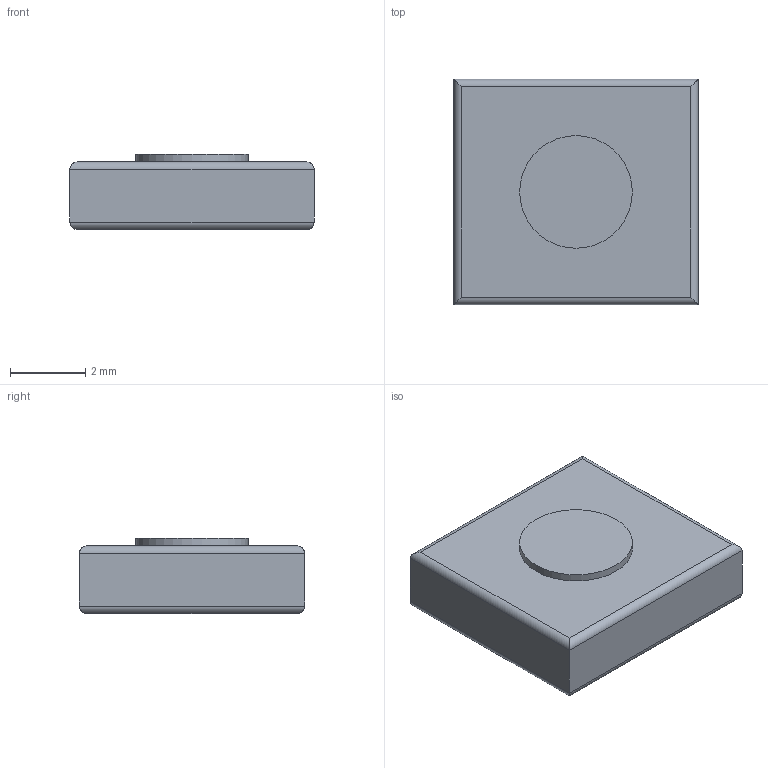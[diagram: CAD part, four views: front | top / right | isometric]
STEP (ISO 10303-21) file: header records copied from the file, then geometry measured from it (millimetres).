
FILE_DESCRIPTION(('FreeCAD Model'),'2;1');
FILE_NAME('Panasonic_EVQQ2.step','2019-10-20T14:41:03',('kicad StepUp'),('ksu MCAD' ),'Open CASCADE STEP processor 7.3','FreeCAD','Unknown');
FILE_SCHEMA(('AUTOMOTIVE_DESIGN { 1 0 10303 214 1 1 1 1 }'));
Length unit declared in the file: millimetre
Products named in the file (1): Panasonic_EVQQ2
Bounding box: 6.5 x 6 x 2 mm (x, y, z)
Volume: 71.2 mm3; surface area: 134.7 mm2
Topology: 2 solids, 2 shells, 17 faces, 31 edges, 18 vertices
Faces by surface type: cylinder 9, plane 8
Full cylindrical faces by diameter (mm): 3 x1
Entity records: 541 total; most frequent: DIRECTION 77, CARTESIAN_POINT 67, ORIENTED_EDGE 62, EDGE_CURVE 31, AXIS2_PLACEMENT_3D 28, LINE 21, VECTOR 21, VERTEX_POINT 18
